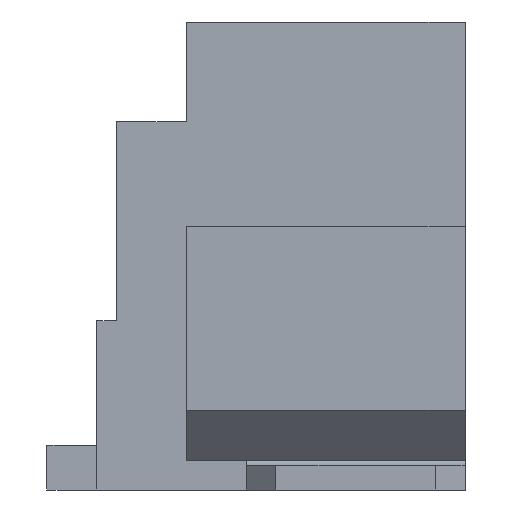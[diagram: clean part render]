
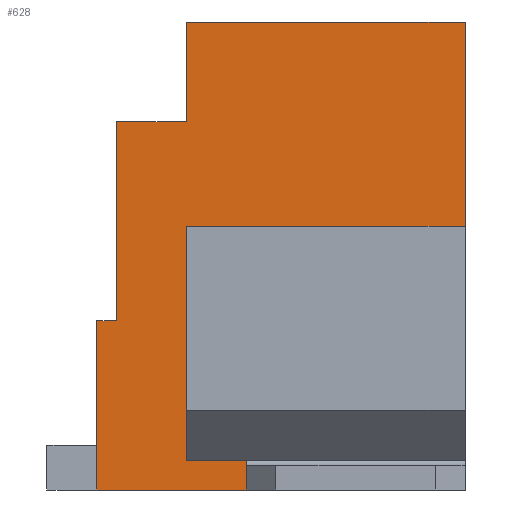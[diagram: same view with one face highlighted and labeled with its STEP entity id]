
A CAD part, left-side view. The second image highlights one B-rep face of the part: STEP entity #628.
In plain terms, the highlighted planar face has unit normal (-1, 0, 0).
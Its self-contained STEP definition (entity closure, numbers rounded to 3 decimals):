
#13=DIRECTION('',(0.,0.,1.));
#27=VECTOR('',#28,1.);
#28=DIRECTION('',(0.,-1.,0.));
#31=VERTEX_POINT('',#32);
#32=CARTESIAN_POINT('',(-8.375,0.2,4.7));
#37=EDGE_CURVE('',#31,#38,#40,.T.);
#38=VERTEX_POINT('',#39);
#39=CARTESIAN_POINT('',(-8.375,-2.6,4.7));
#40=LINE('',#41,#27);
#41=CARTESIAN_POINT('',(-8.375,1.1,4.7));
#52=VECTOR('',#53,1.);
#53=DIRECTION('',(0.,1.,0.));
#140=CARTESIAN_POINT('',(-8.375,-2.6,1.6));
#147=LINE('',#140,#148);
#148=VECTOR('',#149,1.);
#149=DIRECTION('',(0.,0.,-1.));
#152=VERTEX_POINT('',#153);
#153=CARTESIAN_POINT('',(-8.375,-2.6,0.35));
#155=VECTOR('',#156,1.);
#156=DIRECTION('',(0.,0.,-1.));
#158=EDGE_CURVE('',#152,#159,#147,.T.);
#159=VERTEX_POINT('',#160);
#160=CARTESIAN_POINT('',(-8.375,-2.6,0.));
#171=VECTOR('',#13,1.);
#567=EDGE_CURVE('',#568,#38,#570,.T.);
#568=VERTEX_POINT('',#569);
#569=CARTESIAN_POINT('',(-8.375,-2.6,2.65));
#570=LINE('',#160,#171);
#593=CARTESIAN_POINT('',(-8.375,-2.6,0.3));
#628=ADVANCED_FACE('',(#629),#689,.T.);
#629=FACE_BOUND('',#630,.T.);
#630=EDGE_LOOP('',(#631,#638,#641,#642,#647,#653,#658,#663,#666,#667,#668,#675,#680,#686));
#631=ORIENTED_EDGE('',*,*,#632,.F.);
#632=EDGE_CURVE('',#633,#635,#637,.T.);
#633=VERTEX_POINT('',#634);
#634=CARTESIAN_POINT('',(-8.375,1.1,0.));
#635=VERTEX_POINT('',#636);
#636=CARTESIAN_POINT('',(-8.375,1.1,1.7));
#637=LINE('',#634,#171);
#638=ORIENTED_EDGE('',*,*,#639,.T.);
#639=EDGE_CURVE('',#633,#159,#640,.T.);
#640=LINE('',#634,#27);
#641=ORIENTED_EDGE('',*,*,#158,.F.);
#642=ORIENTED_EDGE('',*,*,#643,.F.);
#643=EDGE_CURVE('',#644,#152,#646,.T.);
#644=VERTEX_POINT('',#645);
#645=CARTESIAN_POINT('',(-8.375,-0.4,0.35));
#646=LINE('',#645,#27);
#647=ORIENTED_EDGE('',*,*,#648,.T.);
#648=EDGE_CURVE('',#644,#649,#651,.T.);
#649=VERTEX_POINT('',#650);
#650=CARTESIAN_POINT('',(-8.375,-0.4,0.3));
#651=LINE('',#652,#148);
#652=CARTESIAN_POINT('',(-8.375,-0.4,1.6));
#653=ORIENTED_EDGE('',*,*,#654,.T.);
#654=EDGE_CURVE('',#649,#655,#657,.T.);
#655=VERTEX_POINT('',#656);
#656=CARTESIAN_POINT('',(-8.375,0.2,0.3));
#657=LINE('',#593,#52);
#658=ORIENTED_EDGE('',*,*,#659,.F.);
#659=EDGE_CURVE('',#660,#655,#662,.T.);
#660=VERTEX_POINT('',#661);
#661=CARTESIAN_POINT('',(-8.375,0.2,2.65));
#662=LINE('',#661,#155);
#663=ORIENTED_EDGE('',*,*,#664,.F.);
#664=EDGE_CURVE('',#568,#660,#665,.T.);
#665=LINE('',#569,#52);
#666=ORIENTED_EDGE('',*,*,#567,.T.);
#667=ORIENTED_EDGE('',*,*,#37,.F.);
#668=ORIENTED_EDGE('',*,*,#669,.T.);
#669=EDGE_CURVE('',#31,#670,#672,.T.);
#670=VERTEX_POINT('',#671);
#671=CARTESIAN_POINT('',(-8.375,0.2,3.7));
#672=LINE('',#32,#673);
#673=VECTOR('',#674,1.);
#674=DIRECTION('',(-0.,-0.,-1.));
#675=ORIENTED_EDGE('',*,*,#676,.F.);
#676=EDGE_CURVE('',#677,#670,#679,.T.);
#677=VERTEX_POINT('',#678);
#678=CARTESIAN_POINT('',(-8.375,0.9,3.7));
#679=LINE('',#678,#27);
#680=ORIENTED_EDGE('',*,*,#681,.T.);
#681=EDGE_CURVE('',#677,#682,#684,.T.);
#682=VERTEX_POINT('',#683);
#683=CARTESIAN_POINT('',(-8.375,0.9,1.7));
#684=LINE('',#685,#673);
#685=CARTESIAN_POINT('',(-8.375,0.9,4.7));
#686=ORIENTED_EDGE('',*,*,#687,.F.);
#687=EDGE_CURVE('',#635,#682,#688,.T.);
#688=LINE('',#636,#27);
#689=PLANE('',#690);
#690=AXIS2_PLACEMENT_3D('',#691,#692,#693);
#691=CARTESIAN_POINT('',(-8.375,-0.718,2.071));
#692=DIRECTION('',(-1.,0.,0.));
#693=DIRECTION('',(0.,-1.,0.));
